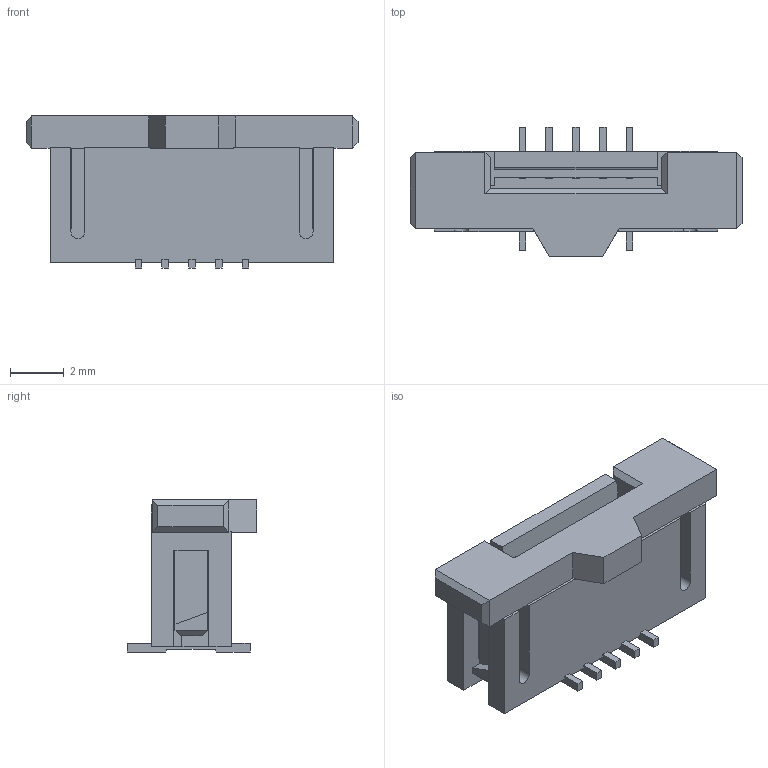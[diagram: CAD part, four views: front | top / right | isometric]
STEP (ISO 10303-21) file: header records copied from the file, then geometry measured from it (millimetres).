
FILE_DESCRIPTION((''),'2;1');
FILE_NAME('C-1734248-5','2013-11-29T',('workeradm'),('Tyco Electronics Ltd.'),'PRO/ENGINEER BY PARAMETRIC TECHNOLOGY CORPORATION, 2013050','PRO/ENGINEER BY PARAMETRIC TECHNOLOGY CORPORATION, 2013050','');
FILE_SCHEMA(('AUTOMOTIVE_DESIGN { 1 0 10303 214 1 1 1 1 }'));
Length unit declared in the file: millimetre
Products named in the file (1): C-1734248-5
Bounding box: 12.4 x 4.85 x 5.68 mm (x, y, z)
Volume: 150.7 mm3; surface area: 407.9 mm2
Topology: 1 solids, 1 shells, 212 faces, 648 edges, 426 vertices
Faces by surface type: plane 208, cylinder 4
Entity records: 7296 total; most frequent: ORIENTED_EDGE 1296, CARTESIAN_POINT 1288, DIRECTION 1080, EDGE_CURVE 648, VECTOR 640, LINE 640, VERTEX_POINT 426, EDGE_LOOP 222
